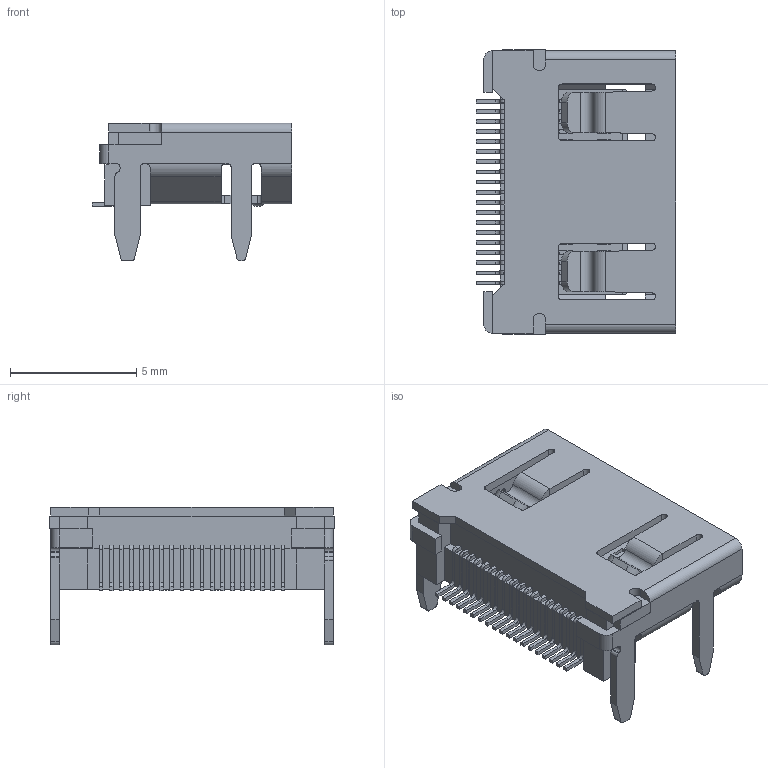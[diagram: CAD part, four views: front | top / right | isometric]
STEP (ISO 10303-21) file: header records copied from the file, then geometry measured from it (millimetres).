
FILE_DESCRIPTION(/* description */ ('Unknown'),/* implementation_level */ '2;1');
FILE_NAME(/* name */ 'J_Wurth_WR-HDMI_685119136923',/* time_stamp */ '2025-07-18T11:00:23+08:00',/* author */ ('Unknown'),/* organization */ ('Unknown'),/* preprocessor_version */ 'ST-DEVELOPER v19.4',/* originating_system */ 'Solid Edge',/* authorisation */ 'Unknown');
FILE_SCHEMA (('AUTOMOTIVE_DESIGN {1 0 10303 214 3 1 1}'));
Length unit declared in the file: millimetre
Products named in the file (2): J_Wurth_WR-HDMI_685119136923
Assembly tree (1 placements, depth 2):
  J_Wurth_WR-HDMI_685119136923
    J_Wurth_WR-HDMI_685119136923
Bounding box: 7.9 x 11.25 x 5.45 mm (x, y, z)
Volume: 125.9 mm3; surface area: 737.2 mm2
Topology: 22 solids, 22 shells, 832 faces, 2497 edges, 1634 vertices
Faces by surface type: plane 671, cylinder 151, bspline 6, torus 4
Entity records: 29791 total; most frequent: CARTESIAN_POINT 5058, ORIENTED_EDGE 4978, DIRECTION 4443, EDGE_CURVE 2489, LINE 2167, VECTOR 2167, VERTEX_POINT 1630, AXIS2_PLACEMENT_3D 1138
